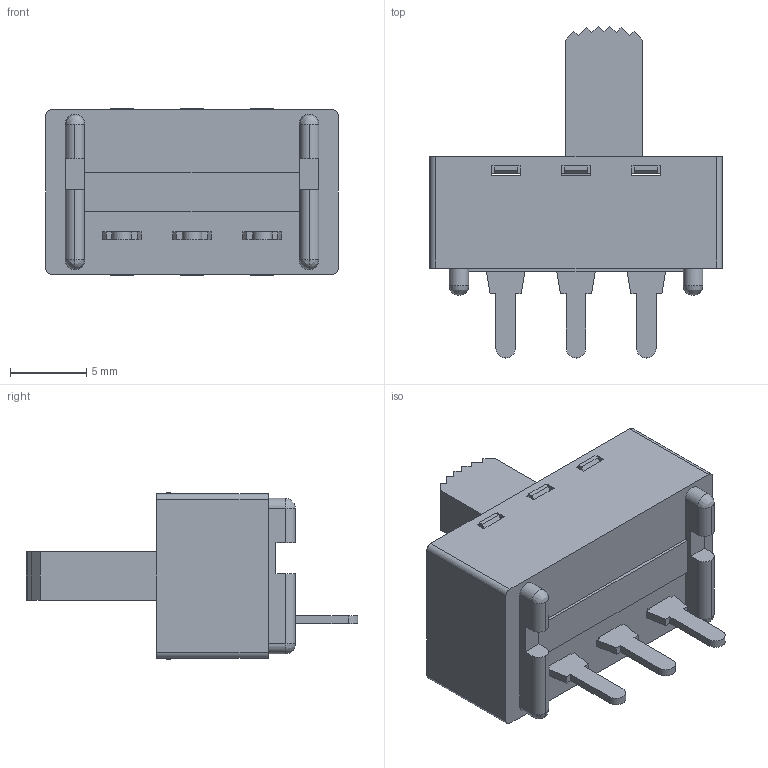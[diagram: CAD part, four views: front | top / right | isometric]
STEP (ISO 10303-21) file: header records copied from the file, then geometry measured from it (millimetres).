
FILE_DESCRIPTION (( 'STEP AP214' ), '1' );
FILE_NAME ('L102021MS02Q.STEP', '2023-10-22T13:46:40', ( '' ), ( '' ), 'SwSTEP 2.0', 'SolidWorks 2023', '' );
FILE_SCHEMA (( 'AUTOMOTIVE_DESIGN' ));
Length unit declared in the file: millimetre
Products named in the file (1): L102021MS02Q
Bounding box: 19.13 x 21.7 x 10.9 mm (x, y, z)
Volume: 822 mm3; surface area: 1982.9 mm2
Topology: 2 solids, 2 shells, 308 faces, 916 edges, 594 vertices
Faces by surface type: plane 265, cylinder 37, bspline 6
Entity records: 10681 total; most frequent: CARTESIAN_POINT 1966, ORIENTED_EDGE 1832, DIRECTION 1584, EDGE_CURVE 916, VECTOR 834, LINE 834, VERTEX_POINT 594, AXIS2_PLACEMENT_3D 375
